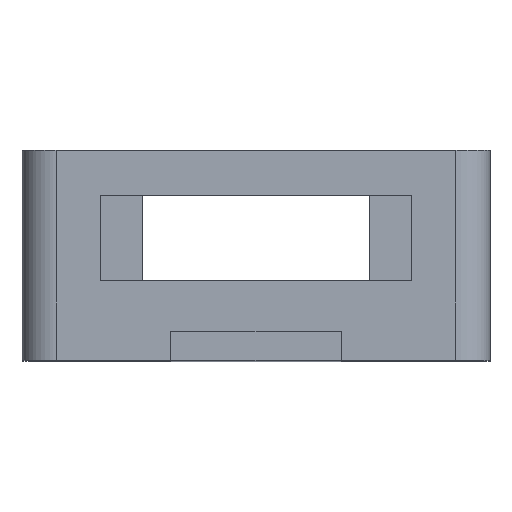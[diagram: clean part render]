
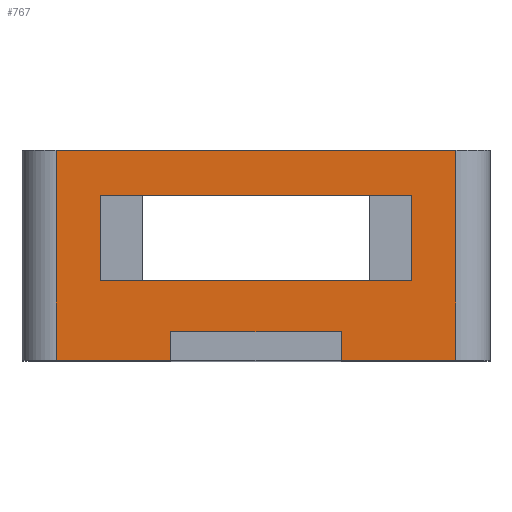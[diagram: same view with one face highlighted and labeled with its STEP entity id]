
A CAD part, top view. The second image highlights one B-rep face of the part: STEP entity #767.
In plain terms, the highlighted free-form (B-spline) face has degree [1, 1] with [2, 2] control points.
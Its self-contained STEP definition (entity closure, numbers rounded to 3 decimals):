
#740 = VERTEX_POINT('',#741);
#741 = CARTESIAN_POINT('',(-32.259,0.,58.545));
#747 = EDGE_CURVE('',#748,#740,#750,.T.);
#748 = VERTEX_POINT('',#749);
#749 = CARTESIAN_POINT('',(-32.259,33.846,
    58.545));
#750 = B_SPLINE_CURVE_WITH_KNOTS('',1,(#751,#752),.UNSPECIFIED.,.F.,.F.,
  (2,2),(-33.,4.),.PIECEWISE_BEZIER_KNOTS.);
#751 = CARTESIAN_POINT('',(-32.259,33.846,
    58.545));
#752 = CARTESIAN_POINT('',(-32.259,0.,58.545));
#767 = ADVANCED_FACE('',(#768,#798),#848,.F.);
#768 = FACE_BOUND('',#769,.T.);
#769 = EDGE_LOOP('',(#770,#779,#786,#793));
#770 = ORIENTED_EDGE('',*,*,#771,.F.);
#771 = EDGE_CURVE('',#772,#774,#776,.T.);
#772 = VERTEX_POINT('',#773);
#773 = CARTESIAN_POINT('',(25.156,26.528,
    58.545));
#774 = VERTEX_POINT('',#775);
#775 = CARTESIAN_POINT('',(-25.156,26.528,
    58.545));
#776 = B_SPLINE_CURVE_WITH_KNOTS('',1,(#777,#778),.UNSPECIFIED.,.F.,.F.,
  (2,2),(-55.,0.),.PIECEWISE_BEZIER_KNOTS.);
#777 = CARTESIAN_POINT('',(25.156,26.528,
    58.545));
#778 = CARTESIAN_POINT('',(-25.156,26.528,
    58.545));
#779 = ORIENTED_EDGE('',*,*,#780,.F.);
#780 = EDGE_CURVE('',#781,#772,#783,.T.);
#781 = VERTEX_POINT('',#782);
#782 = CARTESIAN_POINT('',(25.156,12.807,
    58.545));
#783 = B_SPLINE_CURVE_WITH_KNOTS('',1,(#784,#785),.UNSPECIFIED.,.F.,.F.,
  (2,2),(-15.,0.),.PIECEWISE_BEZIER_KNOTS.);
#784 = CARTESIAN_POINT('',(25.156,12.807,
    58.545));
#785 = CARTESIAN_POINT('',(25.156,26.528,
    58.545));
#786 = ORIENTED_EDGE('',*,*,#787,.F.);
#787 = EDGE_CURVE('',#788,#781,#790,.T.);
#788 = VERTEX_POINT('',#789);
#789 = CARTESIAN_POINT('',(-25.156,12.807,
    58.545));
#790 = B_SPLINE_CURVE_WITH_KNOTS('',1,(#791,#792),.UNSPECIFIED.,.F.,.F.,
  (2,2),(0.,55.),.PIECEWISE_BEZIER_KNOTS.);
#791 = CARTESIAN_POINT('',(-25.156,12.807,
    58.545));
#792 = CARTESIAN_POINT('',(25.156,12.807,
    58.545));
#793 = ORIENTED_EDGE('',*,*,#794,.F.);
#794 = EDGE_CURVE('',#774,#788,#795,.T.);
#795 = B_SPLINE_CURVE_WITH_KNOTS('',1,(#796,#797),.UNSPECIFIED.,.F.,.F.,
  (2,2),(0.,15.),.PIECEWISE_BEZIER_KNOTS.);
#796 = CARTESIAN_POINT('',(-25.156,26.528,
    58.545));
#797 = CARTESIAN_POINT('',(-25.156,12.807,
    58.545));
#798 = FACE_BOUND('',#799,.T.);
#799 = EDGE_LOOP('',(#800,#807,#814,#821,#828,#835,#842,#847));
#800 = ORIENTED_EDGE('',*,*,#801,.T.);
#801 = EDGE_CURVE('',#740,#802,#804,.T.);
#802 = VERTEX_POINT('',#803);
#803 = CARTESIAN_POINT('',(-13.721,0.,58.545));
#804 = B_SPLINE_CURVE_WITH_KNOTS('',1,(#805,#806),.UNSPECIFIED.,.F.,.F.,
  (2,2),(0.,20.265),.PIECEWISE_BEZIER_KNOTS.);
#805 = CARTESIAN_POINT('',(-32.259,0.,58.545));
#806 = CARTESIAN_POINT('',(-13.721,0.,58.545));
#807 = ORIENTED_EDGE('',*,*,#808,.F.);
#808 = EDGE_CURVE('',#809,#802,#811,.T.);
#809 = VERTEX_POINT('',#810);
#810 = CARTESIAN_POINT('',(-13.721,4.574,
    58.545));
#811 = B_SPLINE_CURVE_WITH_KNOTS('',1,(#812,#813),.UNSPECIFIED.,.F.,.F.,
  (2,2),(0.,5.),.PIECEWISE_BEZIER_KNOTS.);
#812 = CARTESIAN_POINT('',(-13.721,4.574,
    58.545));
#813 = CARTESIAN_POINT('',(-13.721,0.,58.545));
#814 = ORIENTED_EDGE('',*,*,#815,.T.);
#815 = EDGE_CURVE('',#809,#816,#818,.T.);
#816 = VERTEX_POINT('',#817);
#817 = CARTESIAN_POINT('',(13.721,4.574,
    58.545));
#818 = B_SPLINE_CURVE_WITH_KNOTS('',1,(#819,#820),.UNSPECIFIED.,.F.,.F.,
  (2,2),(0.,30.),.PIECEWISE_BEZIER_KNOTS.);
#819 = CARTESIAN_POINT('',(-13.721,4.574,
    58.545));
#820 = CARTESIAN_POINT('',(13.721,4.574,
    58.545));
#821 = ORIENTED_EDGE('',*,*,#822,.T.);
#822 = EDGE_CURVE('',#816,#823,#825,.T.);
#823 = VERTEX_POINT('',#824);
#824 = CARTESIAN_POINT('',(13.721,0.,58.545));
#825 = B_SPLINE_CURVE_WITH_KNOTS('',1,(#826,#827),.UNSPECIFIED.,.F.,.F.,
  (2,2),(0.,5.),.PIECEWISE_BEZIER_KNOTS.);
#826 = CARTESIAN_POINT('',(13.721,4.574,
    58.545));
#827 = CARTESIAN_POINT('',(13.721,0.,58.545));
#828 = ORIENTED_EDGE('',*,*,#829,.T.);
#829 = EDGE_CURVE('',#823,#830,#832,.T.);
#830 = VERTEX_POINT('',#831);
#831 = CARTESIAN_POINT('',(32.259,0.,58.545));
#832 = B_SPLINE_CURVE_WITH_KNOTS('',1,(#833,#834),.UNSPECIFIED.,.F.,.F.,
  (2,2),(50.265,70.53),.PIECEWISE_BEZIER_KNOTS.);
#833 = CARTESIAN_POINT('',(13.721,0.,58.545));
#834 = CARTESIAN_POINT('',(32.259,0.,58.545));
#835 = ORIENTED_EDGE('',*,*,#836,.F.);
#836 = EDGE_CURVE('',#837,#830,#839,.T.);
#837 = VERTEX_POINT('',#838);
#838 = CARTESIAN_POINT('',(32.259,33.846,
    58.545));
#839 = B_SPLINE_CURVE_WITH_KNOTS('',1,(#840,#841),.UNSPECIFIED.,.F.,.F.,
  (2,2),(-33.,4.),.PIECEWISE_BEZIER_KNOTS.);
#840 = CARTESIAN_POINT('',(32.259,33.846,
    58.545));
#841 = CARTESIAN_POINT('',(32.259,0.,58.545));
#842 = ORIENTED_EDGE('',*,*,#843,.F.);
#843 = EDGE_CURVE('',#748,#837,#844,.T.);
#844 = B_SPLINE_CURVE_WITH_KNOTS('',1,(#845,#846),.UNSPECIFIED.,.F.,.F.,
  (2,2),(-35.265,35.265),.PIECEWISE_BEZIER_KNOTS.);
#845 = CARTESIAN_POINT('',(-32.259,33.846,
    58.545));
#846 = CARTESIAN_POINT('',(32.259,33.846,
    58.545));
#847 = ORIENTED_EDGE('',*,*,#747,.T.);
#848 = B_SPLINE_SURFACE_WITH_KNOTS('',1,1,(
    (#849,#850)
    ,(#851,#852
    )),.UNSPECIFIED.,.F.,.F.,.F.,(2,2),(2,2),(-70.53,0.),(-4.,33.),
  .PIECEWISE_BEZIER_KNOTS.);
#849 = CARTESIAN_POINT('',(32.259,0.,58.545));
#850 = CARTESIAN_POINT('',(32.259,33.846,
    58.545));
#851 = CARTESIAN_POINT('',(-32.259,0.,58.545));
#852 = CARTESIAN_POINT('',(-32.259,33.846,
    58.545));
